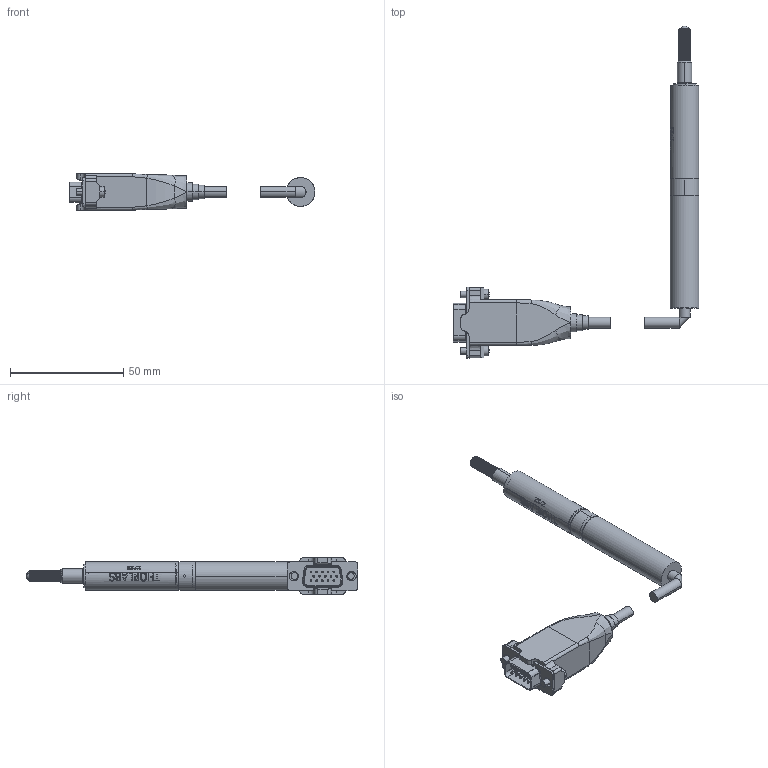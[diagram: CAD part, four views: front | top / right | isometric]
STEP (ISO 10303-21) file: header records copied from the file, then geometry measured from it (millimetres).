
FILE_DESCRIPTION (( 'STEP AP203' ), '1' );
FILE_NAME ('16353-E0W.STEP', '2008-03-19T20:16:58', ( 'Admin' ), ( 'Thorlabs, Inc.' ), 'SwSTEP 2.0', 'SolidWorks 2007', '' );
FILE_SCHEMA (( 'CONFIG_CONTROL_DESIGN' ));
Length unit declared in the file: inch
Products named in the file (13): Ball156GR440; 16352-001; z7cable; 16353-E0W; Z6 MAINBODY_Z612 Main Body; Z6 Leadscrew_Z612 Leadscrew; MOTORSHAFT ADAPTER_Z612 Shaft adapter; Z7 sleave_Z712; 3501-12V2561; dc-micromotor; grearhead; encoder_encoder with no cables; DOWEL0937X031
Assembly tree (11 placements, depth 3):
  16353-E0W
    Z7 sleave_Z712
    3501-12V2561
      grearhead
      dc-micromotor
      encoder_encoder with no cables
    Z6 MAINBODY_Z612 Main Body
    Ball156GR440
    Z6 Leadscrew_Z612 Leadscrew
    16352-001
    z7cable
    MOTORSHAFT ADAPTER_Z612 Shaft adapter
  DOWEL0937X031
Bounding box: 108.68 x 146.72 x 16 mm (x, y, z)
Volume: 23779.5 mm3; surface area: 23320 mm2
Topology: 12 solids, 13 shells, 1026 faces, 2706 edges, 1729 vertices
Faces by surface type: cylinder 473, plane 384, bspline 89, sphere 36, torus 31, cone 13
Entity records: 47229 total; most frequent: CARTESIAN_POINT 21740, ORIENTED_EDGE 5260, DIRECTION 4823, EDGE_CURVE 2630, AXIS2_PLACEMENT_3D 1808, VERTEX_POINT 1699, VECTOR 1207, LINE 1207
